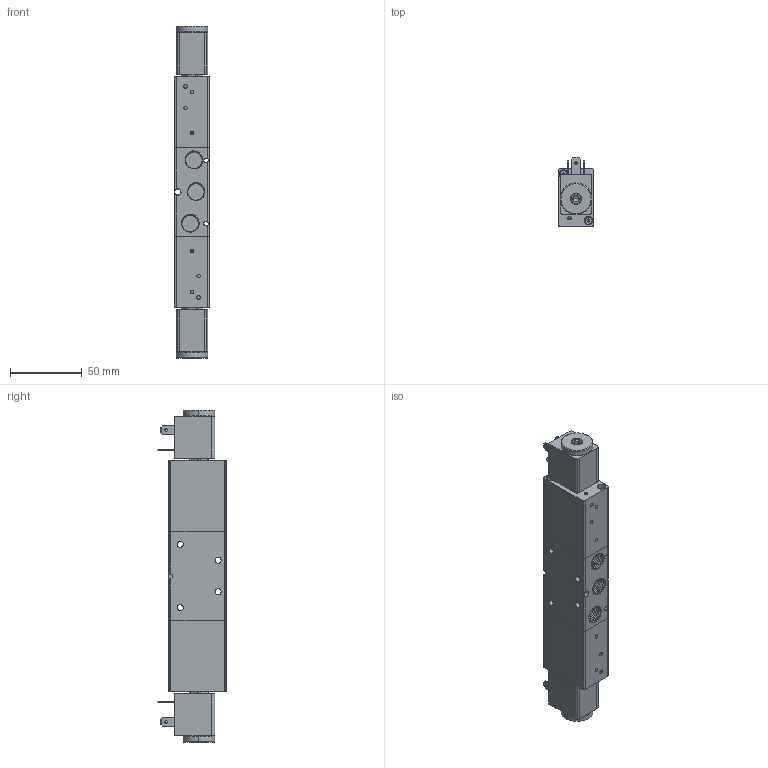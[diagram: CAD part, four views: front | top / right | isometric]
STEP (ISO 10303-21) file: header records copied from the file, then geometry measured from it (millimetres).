
FILE_DESCRIPTION((''),'2;1');
FILE_NAME('01_024_3.stp','2003-01-03T00:35:16',('Branislav Petkovic'),('AZ Pneumatica'),'AutoCAD STEP 2000i','AutoCAD 2000i','Via J. F. Kennedy, 26, 20020 Misinto (MI), ITALY');
FILE_SCHEMA(('CONFIG_CONTROL_DESIGN'));
Length unit declared in the file: millimetre
Products named in the file (9): 01_024_3; 522 TELO; PART1; MAGNET; PART1A; X22 KOTVA DUGA SA RUPOM; PART2; STEZAC; PODLOSKA
Assembly tree (10 placements, depth 3):
  01_024_3
    522 TELO
      PART1
    MAGNET  x2
      PART1A
    X22 KOTVA DUGA SA RUPOM  x2
      PART2
      STEZAC
      PODLOSKA
Bounding box: 25 x 48.09 x 231 mm (x, y, z)
Surface area: 50280.1 mm2 (no closed solid volume)
Topology: 0 solids, 19 shells, 790 faces, 2031 edges, 1273 vertices
Faces by surface type: cylinder 409, plane 227, cone 100, bspline 22, sphere 16, torus 16
Entity records: 32443 total; most frequent: CARTESIAN_POINT 20392, ORIENTED_EDGE 2636, DIRECTION 2210, EDGE_CURVE 1318, VERTEX_POINT 856, AXIS2_PLACEMENT_3D 829, EDGE_LOOP 568, VECTOR 552
